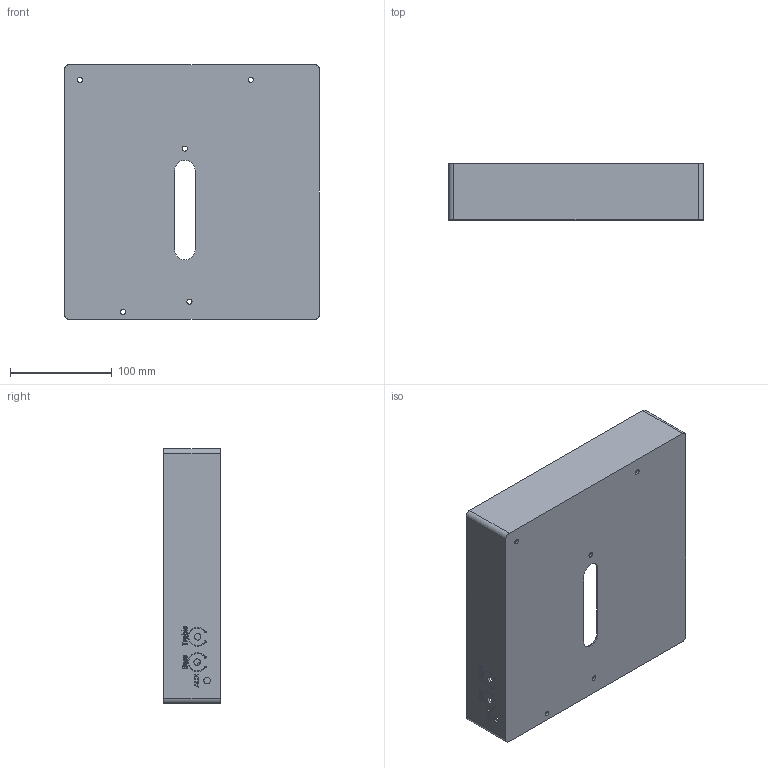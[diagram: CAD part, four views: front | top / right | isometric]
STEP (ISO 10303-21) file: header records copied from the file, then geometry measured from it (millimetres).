
FILE_DESCRIPTION (( 'STEP AP214' ), '1' );
FILE_NAME ('Housing_Bottom.STEP', '2021-05-02T14:44:51', ( '' ), ( '' ), 'SwSTEP 2.0', 'SolidWorks 2020', '' );
FILE_SCHEMA (( 'AUTOMOTIVE_DESIGN' ));
Length unit declared in the file: millimetre
Products named in the file (1): Housing_Bottom
Bounding box: 250 x 55 x 250 mm (x, y, z)
Volume: 280387.7 mm3; surface area: 229899.7 mm2
Topology: 1 solids, 1 shells, 643 faces, 1714 edges, 1098 vertices
Faces by surface type: plane 282, cylinder 191, bspline 120, torus 34, sphere 16
Entity records: 28045 total; most frequent: CARTESIAN_POINT 10006, ORIENTED_EDGE 3396, DIRECTION 2952, EDGE_CURVE 1698, VERTEX_POINT 1098, LINE 992, VECTOR 992, AXIS2_PLACEMENT_3D 980
